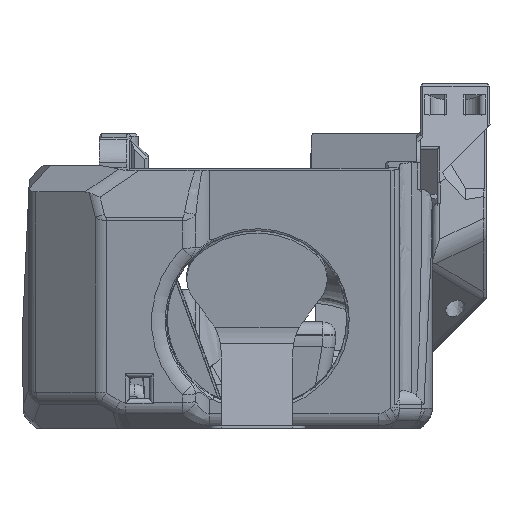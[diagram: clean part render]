
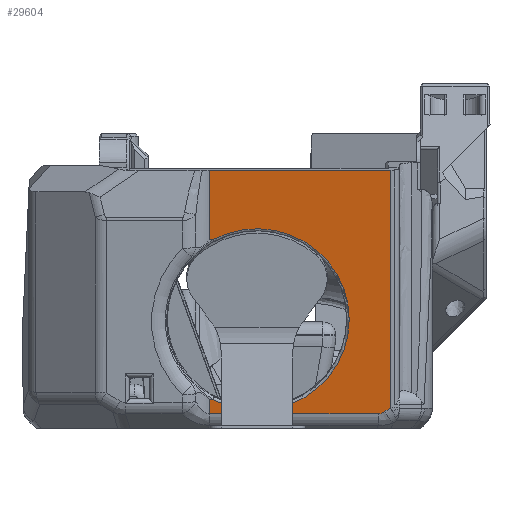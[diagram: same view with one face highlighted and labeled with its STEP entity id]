
A CAD part, left-side view. The second image highlights one B-rep face of the part: STEP entity #29604.
In plain terms, the highlighted planar face has unit normal (-0.985, 0, -0.174).
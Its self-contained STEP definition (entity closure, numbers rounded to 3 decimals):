
#345=CIRCLE('',#31239,14.4);
#2061=B_SPLINE_CURVE_WITH_KNOTS('',3,(#50398,#50399,#50400,#50401),
 .UNSPECIFIED.,.F.,.F.,(4,4),(0.,0.382),.UNSPECIFIED.);
#2072=B_SPLINE_CURVE_WITH_KNOTS('',3,(#50674,#50675,#50676,#50677),
 .UNSPECIFIED.,.F.,.F.,(4,4),(0.618,1.),.UNSPECIFIED.);
#2670=ELLIPSE('',#31855,3.203,2.);
#6696=ORIENTED_EDGE('',*,*,#14045,.F.);
#6697=ORIENTED_EDGE('',*,*,#13067,.T.);
#6698=ORIENTED_EDGE('',*,*,#14167,.T.);
#6699=ORIENTED_EDGE('',*,*,#14168,.F.);
#6700=ORIENTED_EDGE('',*,*,#14169,.T.);
#6701=ORIENTED_EDGE('',*,*,#14170,.T.);
#6702=ORIENTED_EDGE('',*,*,#14171,.F.);
#6703=ORIENTED_EDGE('',*,*,#14172,.T.);
#6704=ORIENTED_EDGE('',*,*,#13664,.F.);
#6705=ORIENTED_EDGE('',*,*,#13688,.F.);
#13067=EDGE_CURVE('',#17291,#17290,#345,.T.);
#13664=EDGE_CURVE('',#17687,#17688,#20224,.T.);
#13688=EDGE_CURVE('',#17704,#17687,#20241,.T.);
#14045=EDGE_CURVE('',#17291,#17704,#2061,.F.);
#14167=EDGE_CURVE('',#17290,#18042,#2072,.T.);
#14168=EDGE_CURVE('',#18043,#18042,#20543,.T.);
#14169=EDGE_CURVE('',#18043,#18044,#20544,.T.);
#14170=EDGE_CURVE('',#18044,#18045,#2670,.T.);
#14171=EDGE_CURVE('',#18046,#18045,#20545,.T.);
#14172=EDGE_CURVE('',#18046,#17688,#20546,.T.);
#17290=VERTEX_POINT('',#46222);
#17291=VERTEX_POINT('',#46224);
#17687=VERTEX_POINT('',#48754);
#17688=VERTEX_POINT('',#48756);
#17704=VERTEX_POINT('',#48813);
#18042=VERTEX_POINT('',#50678);
#18043=VERTEX_POINT('',#50680);
#18044=VERTEX_POINT('',#50682);
#18045=VERTEX_POINT('',#50684);
#18046=VERTEX_POINT('',#50686);
#20224=LINE('',#48755,#22698);
#20241=LINE('',#48814,#22715);
#20543=LINE('',#50679,#23017);
#20544=LINE('',#50681,#23018);
#20545=LINE('',#50685,#23019);
#20546=LINE('',#50687,#23020);
#22698=VECTOR('',#35997,1000.);
#22715=VECTOR('',#36034,1000.);
#23017=VECTOR('',#36794,1000.);
#23018=VECTOR('',#36795,1000.);
#23019=VECTOR('',#36798,1000.);
#23020=VECTOR('',#36799,1000.);
#25133=EDGE_LOOP('',(#6696,#6697,#6698,#6699,#6700,#6701,#6702,#6703,#6704,
#6705));
#26969=FACE_BOUND('',#25133,.T.);
#28402=PLANE('',#31854);
#29604=ADVANCED_FACE('',(#26969),#28402,.F.);
#31239=AXIS2_PLACEMENT_3D('',#46223,#34999,#35000);
#31854=AXIS2_PLACEMENT_3D('',#50673,#36792,#36793);
#31855=AXIS2_PLACEMENT_3D('',#50683,#36796,#36797);
#34999=DIRECTION('',(0.985,0.,0.174));
#35000=DIRECTION('',(0.174,0.,-0.985));
#35997=DIRECTION('',(0.,-1.,0.));
#36034=DIRECTION('',(-0.174,0.,0.985));
#36792=DIRECTION('',(0.985,0.,0.174));
#36793=DIRECTION('',(-0.174,0.,0.985));
#36794=DIRECTION('',(-0.174,0.,0.985));
#36795=DIRECTION('',(0.,-1.,0.));
#36796=DIRECTION('',(-0.985,0.,-0.174));
#36797=DIRECTION('',(-0.165,-0.304,0.938));
#36798=DIRECTION('',(0.097,0.829,-0.551));
#36799=DIRECTION('',(-0.174,0.,0.985));
#46222=CARTESIAN_POINT('',(-28.264,11.767,4.533));
#46223=CARTESIAN_POINT('',(-30.458,4.853,16.973));
#46224=CARTESIAN_POINT('',(-32.651,11.767,29.413));
#48754=CARTESIAN_POINT('',(-34.572,12.27,40.304));
#48755=CARTESIAN_POINT('',(-34.572,24.853,40.304));
#48756=CARTESIAN_POINT('',(-34.572,-16.002,40.304));
#48813=CARTESIAN_POINT('',(-32.66,12.27,29.463));
#48814=CARTESIAN_POINT('',(-31.185,12.27,21.099));
#50398=CARTESIAN_POINT('',(-32.66,12.27,29.463));
#50399=CARTESIAN_POINT('',(-32.657,12.102,29.442));
#50400=CARTESIAN_POINT('',(-32.654,11.935,29.425));
#50401=CARTESIAN_POINT('',(-32.651,11.767,29.413));
#50673=CARTESIAN_POINT('',(-31.185,24.853,21.099));
#50674=CARTESIAN_POINT('',(-28.264,11.767,4.533));
#50675=CARTESIAN_POINT('',(-28.262,11.935,4.52));
#50676=CARTESIAN_POINT('',(-28.259,12.102,4.503));
#50677=CARTESIAN_POINT('',(-28.255,12.27,4.482));
#50678=CARTESIAN_POINT('',(-28.255,12.27,4.482));
#50679=CARTESIAN_POINT('',(-31.185,12.27,21.099));
#50680=CARTESIAN_POINT('',(-27.864,12.27,2.262));
#50681=CARTESIAN_POINT('',(-27.864,-14.655,2.262));
#50682=CARTESIAN_POINT('',(-27.864,-14.07,2.262));
#50683=CARTESIAN_POINT('',(-28.404,-14.652,5.326));
#50684=CARTESIAN_POINT('',(-27.923,-15.07,2.597));
#50685=CARTESIAN_POINT('',(-27.821,-14.199,2.018));
#50686=CARTESIAN_POINT('',(-28.032,-16.002,3.216));
#50687=CARTESIAN_POINT('',(-7.663,-16.002,-112.301));
